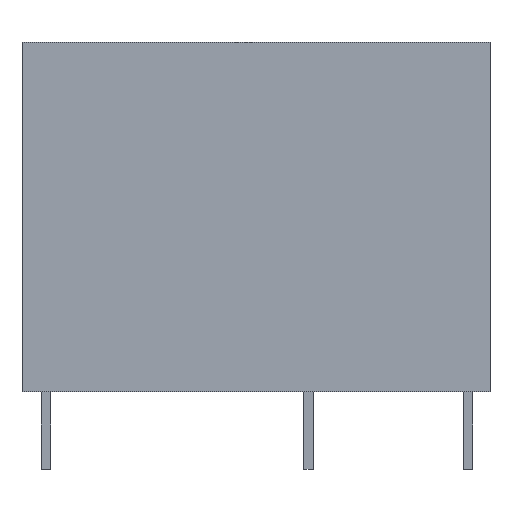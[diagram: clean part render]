
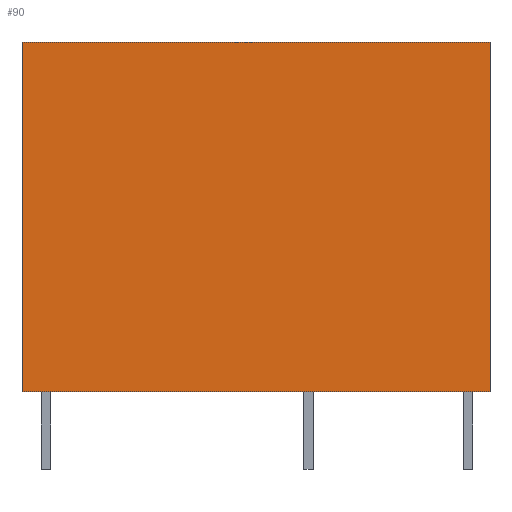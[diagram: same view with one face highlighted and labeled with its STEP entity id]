
A CAD part, top view. The second image highlights one B-rep face of the part: STEP entity #90.
In plain terms, the highlighted planar face has unit normal (0, 0, 1).
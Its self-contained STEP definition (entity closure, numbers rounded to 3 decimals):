
#90=ADVANCED_FACE('',(#179),#180,.T.);
#179=FACE_OUTER_BOUND('',#268,.T.);
#180=PLANE('',#269);
#268=EDGE_LOOP('',(#451,#452,#453,#454));
#269=AXIS2_PLACEMENT_3D('',#455,#456,#457);
#451=ORIENTED_EDGE('',*,*,#583,.T.);
#452=ORIENTED_EDGE('',*,*,#584,.T.);
#453=ORIENTED_EDGE('',*,*,#585,.T.);
#454=ORIENTED_EDGE('',*,*,#586,.T.);
#455=CARTESIAN_POINT('',(0.0,7.65,3.6));
#456=DIRECTION('',(0.0,0.0,1.0));
#457=DIRECTION('',(1.0,0.0,0.0));
#583=EDGE_CURVE('',#701,#702,#703,.T.);
#584=EDGE_CURVE('',#702,#704,#705,.T.);
#585=EDGE_CURVE('',#704,#706,#707,.T.);
#586=EDGE_CURVE('',#706,#701,#708,.T.);
#701=VERTEX_POINT('',#875);
#702=VERTEX_POINT('',#876);
#703=LINE('',#877,#878);
#704=VERTEX_POINT('',#879);
#705=LINE('',#880,#881);
#706=VERTEX_POINT('',#882);
#707=LINE('',#883,#884);
#708=LINE('',#885,#886);
#875=CARTESIAN_POINT('',(10.25,0.0,3.6));
#876=CARTESIAN_POINT('',(10.25,15.3,3.6));
#877=CARTESIAN_POINT('',(10.25,7.65,3.6));
#878=VECTOR('',#960,1.0);
#879=CARTESIAN_POINT('',(-10.25,15.3,3.6));
#880=CARTESIAN_POINT('',(0.0,15.3,3.6));
#881=VECTOR('',#961,1.0);
#882=CARTESIAN_POINT('',(-10.25,0.0,3.6));
#883=CARTESIAN_POINT('',(-10.25,7.65,3.6));
#884=VECTOR('',#962,1.0);
#885=CARTESIAN_POINT('',(0.0,0.0,3.6));
#886=VECTOR('',#963,1.0);
#960=DIRECTION('',(0.0,1.0,0.0));
#961=DIRECTION('',(-1.0,0.0,0.0));
#962=DIRECTION('',(0.0,-1.0,0.0));
#963=DIRECTION('',(1.0,0.0,0.0));
